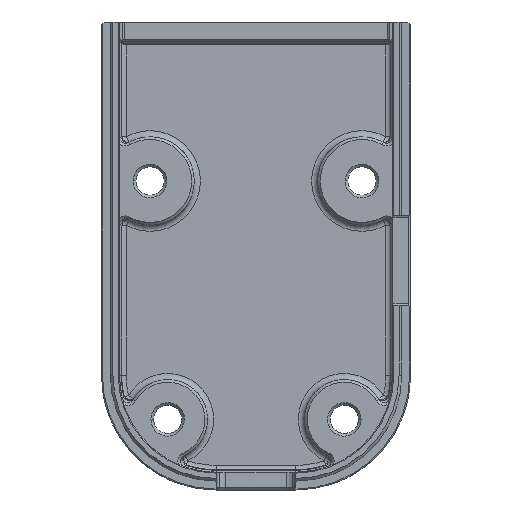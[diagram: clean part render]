
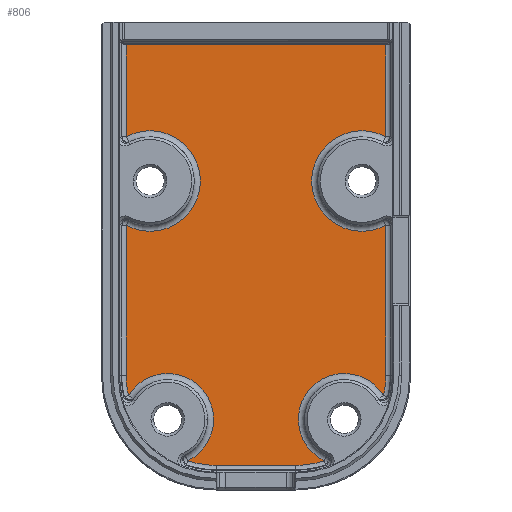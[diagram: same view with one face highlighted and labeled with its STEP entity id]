
A CAD part, top view. The second image highlights one B-rep face of the part: STEP entity #806.
In plain terms, the highlighted planar face has unit normal (0, 0, 1).
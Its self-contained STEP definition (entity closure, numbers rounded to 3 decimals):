
#348=CARTESIAN_POINT('Vertex',(-14.447,-20.304,0.)) ;
#351=CARTESIAN_POINT('Axis2P3D Location',(-4.5,-18.,0.)) ;
#355=CARTESIAN_POINT('Vertex',(-14.71,-18.,0.)) ;
#584=CARTESIAN_POINT('Vertex',(-14.71,-1.015,0.)) ;
#587=CARTESIAN_POINT('Line Origine',(-14.71,-4.632,0.)) ;
#671=CARTESIAN_POINT('Axis2P3D Location',(0.,-4.5,0.)) ;
#676=CARTESIAN_POINT('Axis2P3D Location',(-4.5,-18.,0.)) ;
#680=CARTESIAN_POINT('Vertex',(-7.739,-27.683,0.)) ;
#682=CARTESIAN_POINT('Vertex',(-4.5,-28.21,0.)) ;
#685=CARTESIAN_POINT('Line Origine',(0.,-28.21,0.)) ;
#689=CARTESIAN_POINT('Vertex',(4.5,-28.21,0.)) ;
#692=CARTESIAN_POINT('Axis2P3D Location',(4.5,-18.,0.)) ;
#696=CARTESIAN_POINT('Vertex',(7.739,-27.683,0.)) ;
#699=CARTESIAN_POINT('Axis2P3D Location',(10.,-23.,0.)) ;
#703=CARTESIAN_POINT('Vertex',(6.152,-19.502,0.)) ;
#706=CARTESIAN_POINT('Axis2P3D Location',(10.,-23.,0.)) ;
#710=CARTESIAN_POINT('Vertex',(14.447,-20.304,0.)) ;
#713=CARTESIAN_POINT('Axis2P3D Location',(4.5,-18.,0.)) ;
#717=CARTESIAN_POINT('Vertex',(14.71,-18.,0.)) ;
#720=CARTESIAN_POINT('Line Origine',(14.71,-9.507,0.)) ;
#724=CARTESIAN_POINT('Vertex',(14.71,-1.015,0.)) ;
#727=CARTESIAN_POINT('Axis2P3D Location',(12.,4.,0.)) ;
#731=CARTESIAN_POINT('Vertex',(6.3,4.,0.)) ;
#734=CARTESIAN_POINT('Axis2P3D Location',(12.,4.,0.)) ;
#738=CARTESIAN_POINT('Vertex',(14.71,9.015,0.)) ;
#741=CARTESIAN_POINT('Line Origine',(14.71,14.216,0.)) ;
#745=CARTESIAN_POINT('Vertex',(14.71,19.417,0.)) ;
#748=CARTESIAN_POINT('Line Origine',(0.,19.417,0.)) ;
#752=CARTESIAN_POINT('Vertex',(-14.71,19.417,0.)) ;
#755=CARTESIAN_POINT('Line Origine',(-14.71,14.216,0.)) ;
#759=CARTESIAN_POINT('Vertex',(-14.71,9.015,0.)) ;
#762=CARTESIAN_POINT('Axis2P3D Location',(-12.,4.,0.)) ;
#766=CARTESIAN_POINT('Vertex',(-6.3,4.,0.)) ;
#769=CARTESIAN_POINT('Axis2P3D Location',(-12.,4.,0.)) ;
#774=CARTESIAN_POINT('Axis2P3D Location',(-10.,-23.,0.)) ;
#778=CARTESIAN_POINT('Vertex',(-4.8,-23.,0.)) ;
#781=CARTESIAN_POINT('Axis2P3D Location',(-10.,-23.,0.)) ;
#352=DIRECTION('Axis2P3D Direction',(0.,-0.,1.)) ;
#588=DIRECTION('Vector Direction',(0.,1.,0.)) ;
#672=DIRECTION('Axis2P3D Direction',(0.,0.,1.)) ;
#673=DIRECTION('Axis2P3D XDirection',(1.,0.,0.)) ;
#677=DIRECTION('Axis2P3D Direction',(0.,0.,1.)) ;
#686=DIRECTION('Vector Direction',(1.,0.,0.)) ;
#693=DIRECTION('Axis2P3D Direction',(0.,0.,1.)) ;
#700=DIRECTION('Axis2P3D Direction',(0.,0.,1.)) ;
#707=DIRECTION('Axis2P3D Direction',(0.,0.,1.)) ;
#714=DIRECTION('Axis2P3D Direction',(0.,0.,1.)) ;
#721=DIRECTION('Vector Direction',(0.,1.,0.)) ;
#728=DIRECTION('Axis2P3D Direction',(0.,0.,1.)) ;
#735=DIRECTION('Axis2P3D Direction',(0.,0.,1.)) ;
#742=DIRECTION('Vector Direction',(0.,1.,0.)) ;
#749=DIRECTION('Vector Direction',(1.,0.,0.)) ;
#756=DIRECTION('Vector Direction',(0.,1.,0.)) ;
#763=DIRECTION('Axis2P3D Direction',(0.,0.,1.)) ;
#770=DIRECTION('Axis2P3D Direction',(0.,0.,1.)) ;
#775=DIRECTION('Axis2P3D Direction',(0.,0.,1.)) ;
#782=DIRECTION('Axis2P3D Direction',(0.,0.,1.)) ;
#353=AXIS2_PLACEMENT_3D('Circle Axis2P3D',#351,#352,$) ;
#674=AXIS2_PLACEMENT_3D('Plane Axis2P3D',#671,#672,#673) ;
#678=AXIS2_PLACEMENT_3D('Circle Axis2P3D',#676,#677,$) ;
#694=AXIS2_PLACEMENT_3D('Circle Axis2P3D',#692,#693,$) ;
#701=AXIS2_PLACEMENT_3D('Circle Axis2P3D',#699,#700,$) ;
#708=AXIS2_PLACEMENT_3D('Circle Axis2P3D',#706,#707,$) ;
#715=AXIS2_PLACEMENT_3D('Circle Axis2P3D',#713,#714,$) ;
#729=AXIS2_PLACEMENT_3D('Circle Axis2P3D',#727,#728,$) ;
#736=AXIS2_PLACEMENT_3D('Circle Axis2P3D',#734,#735,$) ;
#764=AXIS2_PLACEMENT_3D('Circle Axis2P3D',#762,#763,$) ;
#771=AXIS2_PLACEMENT_3D('Circle Axis2P3D',#769,#770,$) ;
#776=AXIS2_PLACEMENT_3D('Circle Axis2P3D',#774,#775,$) ;
#783=AXIS2_PLACEMENT_3D('Circle Axis2P3D',#781,#782,$) ;
#787=ORIENTED_EDGE('',*,*,#684,.T.) ;
#788=ORIENTED_EDGE('',*,*,#691,.T.) ;
#789=ORIENTED_EDGE('',*,*,#698,.T.) ;
#790=ORIENTED_EDGE('',*,*,#705,.T.) ;
#791=ORIENTED_EDGE('',*,*,#712,.T.) ;
#792=ORIENTED_EDGE('',*,*,#719,.T.) ;
#793=ORIENTED_EDGE('',*,*,#726,.T.) ;
#794=ORIENTED_EDGE('',*,*,#733,.T.) ;
#795=ORIENTED_EDGE('',*,*,#740,.T.) ;
#796=ORIENTED_EDGE('',*,*,#747,.T.) ;
#797=ORIENTED_EDGE('',*,*,#754,.T.) ;
#798=ORIENTED_EDGE('',*,*,#761,.T.) ;
#799=ORIENTED_EDGE('',*,*,#768,.T.) ;
#800=ORIENTED_EDGE('',*,*,#773,.T.) ;
#801=ORIENTED_EDGE('',*,*,#591,.T.) ;
#802=ORIENTED_EDGE('',*,*,#357,.T.) ;
#803=ORIENTED_EDGE('',*,*,#780,.T.) ;
#804=ORIENTED_EDGE('',*,*,#785,.T.) ;
#589=VECTOR('Line Direction',#588,1.) ;
#687=VECTOR('Line Direction',#686,1.) ;
#722=VECTOR('Line Direction',#721,1.) ;
#743=VECTOR('Line Direction',#742,1.) ;
#750=VECTOR('Line Direction',#749,1.) ;
#757=VECTOR('Line Direction',#756,1.) ;
#806=ADVANCED_FACE('Body.2',(#805),#675,.T.) ;
#354=CIRCLE('generated circle',#353,10.21) ;
#679=CIRCLE('generated circle',#678,10.21) ;
#695=CIRCLE('generated circle',#694,10.21) ;
#702=CIRCLE('generated circle',#701,5.2) ;
#709=CIRCLE('generated circle',#708,5.2) ;
#716=CIRCLE('generated circle',#715,10.21) ;
#730=CIRCLE('generated circle',#729,5.7) ;
#737=CIRCLE('generated circle',#736,5.7) ;
#765=CIRCLE('generated circle',#764,5.7) ;
#772=CIRCLE('generated circle',#771,5.7) ;
#777=CIRCLE('generated circle',#776,5.2) ;
#784=CIRCLE('generated circle',#783,5.2) ;
#357=EDGE_CURVE('',#356,#349,#354,.T.) ;
#591=EDGE_CURVE('',#585,#356,#590,.F.) ;
#684=EDGE_CURVE('',#681,#683,#679,.T.) ;
#691=EDGE_CURVE('',#683,#690,#688,.T.) ;
#698=EDGE_CURVE('',#690,#697,#695,.T.) ;
#705=EDGE_CURVE('',#697,#704,#702,.F.) ;
#712=EDGE_CURVE('',#704,#711,#709,.F.) ;
#719=EDGE_CURVE('',#711,#718,#716,.T.) ;
#726=EDGE_CURVE('',#718,#725,#723,.T.) ;
#733=EDGE_CURVE('',#725,#732,#730,.F.) ;
#740=EDGE_CURVE('',#732,#739,#737,.F.) ;
#747=EDGE_CURVE('',#739,#746,#744,.T.) ;
#754=EDGE_CURVE('',#746,#753,#751,.F.) ;
#761=EDGE_CURVE('',#753,#760,#758,.F.) ;
#768=EDGE_CURVE('',#760,#767,#765,.F.) ;
#773=EDGE_CURVE('',#767,#585,#772,.F.) ;
#780=EDGE_CURVE('',#349,#779,#777,.F.) ;
#785=EDGE_CURVE('',#779,#681,#784,.F.) ;
#786=EDGE_LOOP('',(#787,#788,#789,#790,#791,#792,#793,#794,#795,#796,#797,#798,#799,#800,#801,#802,#803,#804)) ;
#805=FACE_OUTER_BOUND('',#786,.T.) ;
#590=LINE('Line',#587,#589) ;
#688=LINE('Line',#685,#687) ;
#723=LINE('Line',#720,#722) ;
#744=LINE('Line',#741,#743) ;
#751=LINE('Line',#748,#750) ;
#758=LINE('Line',#755,#757) ;
#675=PLANE('Plane',#674) ;
#349=VERTEX_POINT('',#348) ;
#356=VERTEX_POINT('',#355) ;
#585=VERTEX_POINT('',#584) ;
#681=VERTEX_POINT('',#680) ;
#683=VERTEX_POINT('',#682) ;
#690=VERTEX_POINT('',#689) ;
#697=VERTEX_POINT('',#696) ;
#704=VERTEX_POINT('',#703) ;
#711=VERTEX_POINT('',#710) ;
#718=VERTEX_POINT('',#717) ;
#725=VERTEX_POINT('',#724) ;
#732=VERTEX_POINT('',#731) ;
#739=VERTEX_POINT('',#738) ;
#746=VERTEX_POINT('',#745) ;
#753=VERTEX_POINT('',#752) ;
#760=VERTEX_POINT('',#759) ;
#767=VERTEX_POINT('',#766) ;
#779=VERTEX_POINT('',#778) ;
